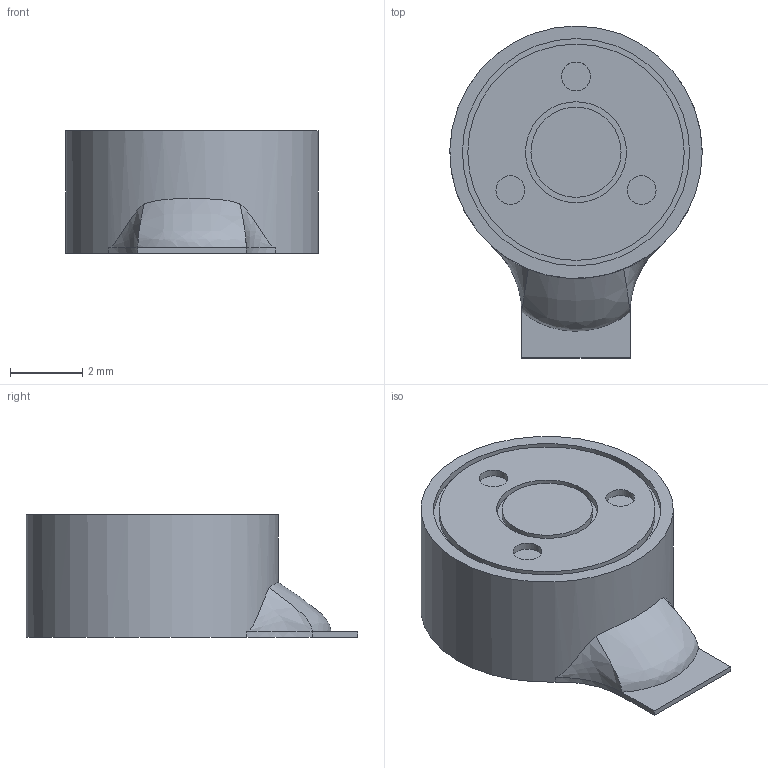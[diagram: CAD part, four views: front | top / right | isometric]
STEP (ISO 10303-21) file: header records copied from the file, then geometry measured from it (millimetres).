
FILE_DESCRIPTION(/* description */ ('STEP AP242','CAx-IF Rec.Pracs.---Representation and Presentation of Product Manufacturing Information (PMI)---4.0---2014-10-13','CAx-IF Rec.Pracs.---3D Tessellated Geometry---0.4---2014-09-14','2;1'),/* implementation_level */ '2;1');
FILE_NAME(/* name */ '63f784b68969da5779ad147c',/* time_stamp */ '2023-02-23T15:22:31+00:00',/* author */ (''),/* organization */ (''),/* preprocessor_version */ 'ST-DEVELOPER v18.102',/* originating_system */ ' ',/* authorisation */ ' ');
FILE_SCHEMA (('AP242_MANAGED_MODEL_BASED_3D_ENGINEERING_MIM_LF { 1 0 10303 442 1 1 4 }'));
Length unit declared in the file: metre
Products named in the file (1): Part 1
Bounding box: 7 x 9.2 x 3.4 mm (x, y, z)
Volume: 134.4 mm3; surface area: 178.7 mm2
Topology: 1 solids, 1 shells, 26 faces, 49 edges, 30 vertices
Faces by surface type: plane 13, cylinder 10, bspline 3
Full cylindrical faces by diameter (mm): 0.8 x3, 2.5 x1, 2.8 x1, 6 x1, 6.3 x1, 7 x1
Entity records: 829 total; most frequent: CARTESIAN_POINT 237, DIRECTION 96, ORIENTED_EDGE 76, AXIS2_PLACEMENT_3D 42, EDGE_LOOP 41, FACE_BOUND 41, EDGE_CURVE 38, VERTEX_POINT 29
